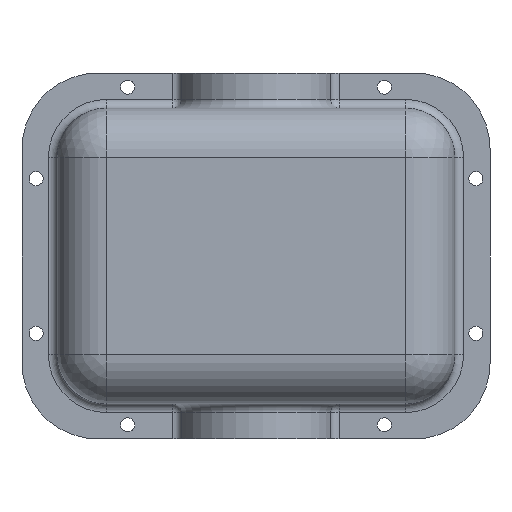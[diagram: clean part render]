
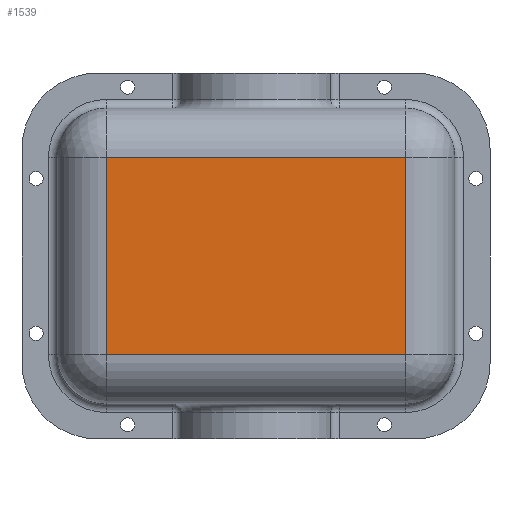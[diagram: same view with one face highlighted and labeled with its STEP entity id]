
A CAD part, front view. The second image highlights one B-rep face of the part: STEP entity #1539.
In plain terms, the highlighted planar face has unit normal (0, -1, 0).
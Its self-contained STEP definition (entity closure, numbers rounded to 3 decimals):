
#61=PLANE('',#1745);
#157=FACE_OUTER_BOUND('',#267,.T.);
#267=EDGE_LOOP('',(#1333,#1334,#1335,#1336));
#384=LINE('',#2661,#490);
#386=LINE('',#2675,#492);
#387=LINE('',#2677,#493);
#388=LINE('',#2679,#494);
#490=VECTOR('',#2190,10.);
#492=VECTOR('',#2210,10.);
#493=VECTOR('',#2213,10.);
#494=VECTOR('',#2216,10.);
#739=VERTEX_POINT('',#2649);
#741=VERTEX_POINT('',#2657);
#743=VERTEX_POINT('',#2664);
#744=VERTEX_POINT('',#2671);
#939=EDGE_CURVE('',#739,#741,#384,.T.);
#946=EDGE_CURVE('',#741,#744,#386,.T.);
#947=EDGE_CURVE('',#744,#743,#387,.T.);
#948=EDGE_CURVE('',#743,#739,#388,.T.);
#1333=ORIENTED_EDGE('',*,*,#939,.F.);
#1334=ORIENTED_EDGE('',*,*,#948,.F.);
#1335=ORIENTED_EDGE('',*,*,#947,.F.);
#1336=ORIENTED_EDGE('',*,*,#946,.F.);
#1539=ADVANCED_FACE('',(#157),#61,.T.);
#1745=AXIS2_PLACEMENT_3D('',#2681,#2218,#2219);
#2190=DIRECTION('',(-1.,0.,0.));
#2210=DIRECTION('',(0.,0.,1.));
#2213=DIRECTION('',(1.,0.,0.));
#2216=DIRECTION('',(0.,0.,-1.));
#2218=DIRECTION('center_axis',(0.,-1.,0.));
#2219=DIRECTION('ref_axis',(0.,0.,-1.));
#2649=CARTESIAN_POINT('',(85.,0.,-56.));
#2657=CARTESIAN_POINT('',(-85.,0.,-56.));
#2661=CARTESIAN_POINT('',(-56.5,0.,-56.));
#2664=CARTESIAN_POINT('',(85.,0.,56.));
#2671=CARTESIAN_POINT('',(-85.,0.,56.));
#2675=CARTESIAN_POINT('',(-85.,0.,42.));
#2677=CARTESIAN_POINT('',(56.5,0.,56.));
#2679=CARTESIAN_POINT('',(85.,0.,-42.));
#2681=CARTESIAN_POINT('Origin',(0.,0.,0.));
